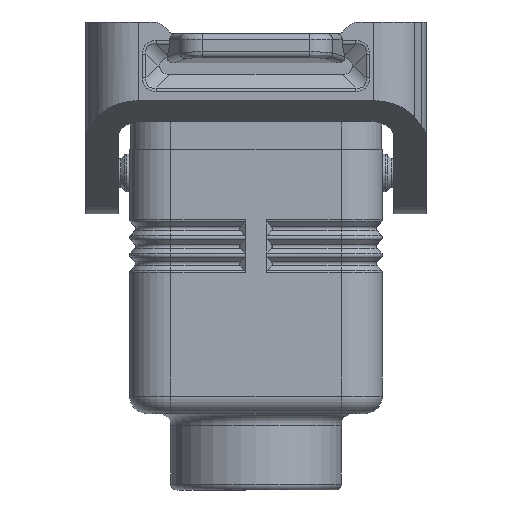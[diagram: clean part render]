
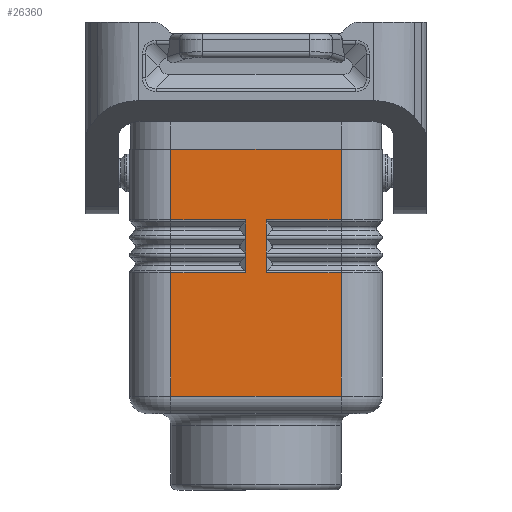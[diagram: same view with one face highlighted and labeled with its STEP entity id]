
A CAD part, left-side view. The second image highlights one B-rep face of the part: STEP entity #26360.
In plain terms, the highlighted planar face has unit normal (-1, 0, 0).
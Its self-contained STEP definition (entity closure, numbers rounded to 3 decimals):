
#9710=CARTESIAN_POINT('',(-36.5,14.5,42.));
#9720=VERTEX_POINT('',#9710);
#15540=CARTESIAN_POINT('',(-36.5,-14.5,21.));
#15550=VERTEX_POINT('',#15540);
#15600=CARTESIAN_POINT('',(-36.5,-14.5,0.));
#15610=DIRECTION('',(0.,0.,1.));
#15620=VECTOR('',#15610,1.);
#15630=LINE('',#15600,#15620);
#15640=CARTESIAN_POINT('',(-36.5,-14.5,42.));
#15650=VERTEX_POINT('',#15640);
#15660=EDGE_CURVE('',#15550,#15650,#15630,.T.);
#22400=CARTESIAN_POINT('',(-36.5,14.5,42.));
#22410=DIRECTION('',(0.,-1.,0.));
#22420=VECTOR('',#22410,1.);
#22430=LINE('',#22400,#22420);
#22440=EDGE_CURVE('',#9720,#15650,#22430,.T.);
#24950=CARTESIAN_POINT('',(-36.5,-14.5,0.));
#24960=VERTEX_POINT('',#24950);
#25300=CARTESIAN_POINT('',(-36.5,14.5,0.));
#25310=VERTEX_POINT('',#25300);
#25340=CARTESIAN_POINT('',(-36.5,0.,0.));
#25350=DIRECTION('',(0.,-1.,0.));
#25360=VECTOR('',#25350,1.);
#25370=LINE('',#25340,#25360);
#25380=EDGE_CURVE('',#25310,#24960,#25370,.T.);
#25500=CARTESIAN_POINT('',(-36.5,0.,45.));
#25510=DIRECTION('',(-1.,0.,0.));
#25520=DIRECTION('',(0.,0.,1.));
#25530=AXIS2_PLACEMENT_3D('',#25500,#25510,#25520);
#25540=PLANE('',#25530);
#25550=CARTESIAN_POINT('',(-36.5,1.75,-5.));
#25560=DIRECTION('',(0.,0.,1.));
#25570=VECTOR('',#25560,1.);
#25580=LINE('',#25550,#25570);
#25590=CARTESIAN_POINT('',(-36.5,1.75,12.));
#25600=VERTEX_POINT('',#25590);
#25610=CARTESIAN_POINT('',(-36.5,1.75,15.));
#25620=VERTEX_POINT('',#25610);
#25630=EDGE_CURVE('',#25600,#25620,#25580,.T.);
#25640=ORIENTED_EDGE('',*,*,#25630,.F.);
#25650=CARTESIAN_POINT('',(-36.5,1.75,18.));
#25660=VERTEX_POINT('',#25650);
#25670=EDGE_CURVE('',#25620,#25660,#25580,.T.);
#25680=ORIENTED_EDGE('',*,*,#25670,.F.);
#25690=CARTESIAN_POINT('',(-36.5,1.75,21.));
#25700=VERTEX_POINT('',#25690);
#25710=EDGE_CURVE('',#25660,#25700,#25580,.T.);
#25720=ORIENTED_EDGE('',*,*,#25710,.F.);
#25730=CARTESIAN_POINT('',(-36.5,0.,21.));
#25740=DIRECTION('',(0.,1.,0.));
#25750=VECTOR('',#25740,1.);
#25760=LINE('',#25730,#25750);
#25770=CARTESIAN_POINT('',(-36.5,14.5,21.));
#25780=VERTEX_POINT('',#25770);
#25790=EDGE_CURVE('',#25700,#25780,#25760,.T.);
#25800=ORIENTED_EDGE('',*,*,#25790,.F.);
#25810=CARTESIAN_POINT('',(-36.5,14.5,0.));
#25820=DIRECTION('',(0.,0.,1.));
#25830=VECTOR('',#25820,1.);
#25840=LINE('',#25810,#25830);
#25850=EDGE_CURVE('',#25780,#9720,#25840,.T.);
#25860=ORIENTED_EDGE('',*,*,#25850,.F.);
#25870=ORIENTED_EDGE('',*,*,#22440,.F.);
#25880=ORIENTED_EDGE('',*,*,#15660,.T.);
#25890=CARTESIAN_POINT('',(-36.5,0.,21.));
#25900=DIRECTION('',(0.,-1.,0.));
#25910=VECTOR('',#25900,1.);
#25920=LINE('',#25890,#25910);
#25930=CARTESIAN_POINT('',(-36.5,-1.75,21.));
#25940=VERTEX_POINT('',#25930);
#25950=EDGE_CURVE('',#25940,#15550,#25920,.T.);
#25960=ORIENTED_EDGE('',*,*,#25950,.T.);
#25970=CARTESIAN_POINT('',(-36.5,-1.75,-5.));
#25980=DIRECTION('',(0.,0.,1.));
#25990=VECTOR('',#25980,1.);
#26000=LINE('',#25970,#25990);
#26010=CARTESIAN_POINT('',(-36.5,-1.75,18.));
#26020=VERTEX_POINT('',#26010);
#26030=EDGE_CURVE('',#26020,#25940,#26000,.T.);
#26040=ORIENTED_EDGE('',*,*,#26030,.T.);
#26050=CARTESIAN_POINT('',(-36.5,-1.75,15.));
#26060=VERTEX_POINT('',#26050);
#26070=EDGE_CURVE('',#26060,#26020,#26000,.T.);
#26080=ORIENTED_EDGE('',*,*,#26070,.T.);
#26090=CARTESIAN_POINT('',(-36.5,-1.75,12.));
#26100=VERTEX_POINT('',#26090);
#26110=EDGE_CURVE('',#26100,#26060,#26000,.T.);
#26120=ORIENTED_EDGE('',*,*,#26110,.T.);
#26130=CARTESIAN_POINT('',(-36.5,0.,12.));
#26140=DIRECTION('',(0.,-1.,0.));
#26150=VECTOR('',#26140,1.);
#26160=LINE('',#26130,#26150);
#26170=CARTESIAN_POINT('',(-36.5,-14.5,12.));
#26180=VERTEX_POINT('',#26170);
#26190=EDGE_CURVE('',#26100,#26180,#26160,.T.);
#26200=ORIENTED_EDGE('',*,*,#26190,.F.);
#26210=EDGE_CURVE('',#24960,#26180,#15630,.T.);
#26220=ORIENTED_EDGE('',*,*,#26210,.T.);
#26230=ORIENTED_EDGE('',*,*,#25380,.T.);
#26240=CARTESIAN_POINT('',(-36.5,14.5,12.));
#26250=VERTEX_POINT('',#26240);
#26260=EDGE_CURVE('',#25310,#26250,#25840,.T.);
#26270=ORIENTED_EDGE('',*,*,#26260,.F.);
#26280=CARTESIAN_POINT('',(-36.5,0.,12.));
#26290=DIRECTION('',(0.,1.,0.));
#26300=VECTOR('',#26290,1.);
#26310=LINE('',#26280,#26300);
#26320=EDGE_CURVE('',#25600,#26250,#26310,.T.);
#26330=ORIENTED_EDGE('',*,*,#26320,.T.);
#26340=EDGE_LOOP('',(#26330,#26270,#26230,#26220,#26200,#26120,#26080,
#26040,#25960,#25880,#25870,#25860,#25800,#25720,#25680,#25640));
#26350=FACE_OUTER_BOUND('',#26340,.T.);
#26360=ADVANCED_FACE('',(#26350),#25540,.T.);
